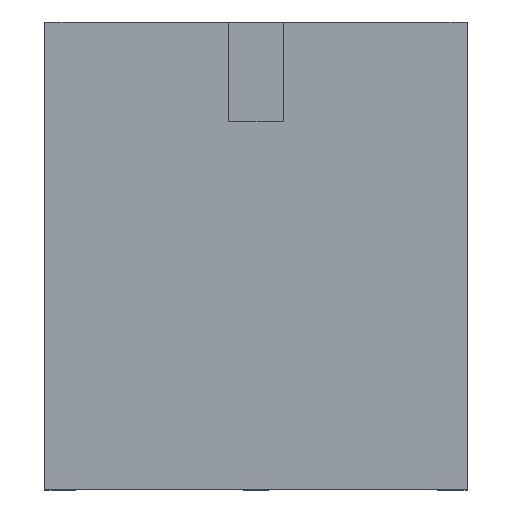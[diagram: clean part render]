
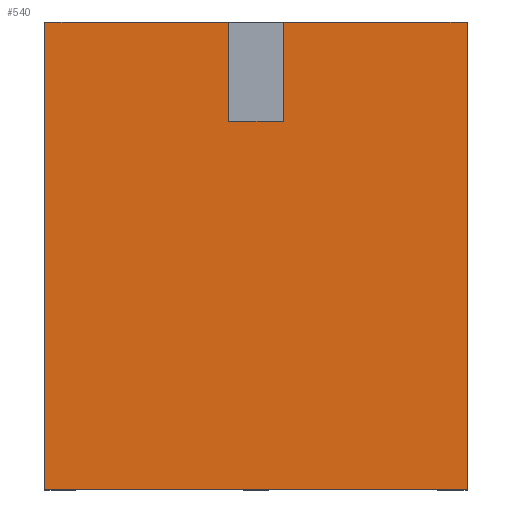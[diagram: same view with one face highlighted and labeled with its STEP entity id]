
A CAD part, top view. The second image highlights one B-rep face of the part: STEP entity #540.
In plain terms, the highlighted planar face has unit normal (0, 0, 1).
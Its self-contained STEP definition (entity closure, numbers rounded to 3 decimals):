
#481=AXIS2_PLACEMENT_3D('Plane Axis2P3D',#478,#479,#480) ;
#169=CARTESIAN_POINT('Vertex',(8.31,0.,10.27)) ;
#172=CARTESIAN_POINT('Line Origine',(4.155,0.,10.27)) ;
#176=CARTESIAN_POINT('Vertex',(0.,0.,10.27)) ;
#478=CARTESIAN_POINT('Axis2P3D Location',(0.,9.2,10.27)) ;
#483=CARTESIAN_POINT('Line Origine',(1.81,9.2,10.27)) ;
#487=CARTESIAN_POINT('Vertex',(0.,9.2,10.27)) ;
#489=CARTESIAN_POINT('Vertex',(3.62,9.2,10.27)) ;
#492=CARTESIAN_POINT('Line Origine',(0.,4.6,10.27)) ;
#497=CARTESIAN_POINT('Line Origine',(8.31,4.6,10.27)) ;
#501=CARTESIAN_POINT('Vertex',(8.31,9.2,10.27)) ;
#504=CARTESIAN_POINT('Line Origine',(6.5,9.2,10.27)) ;
#508=CARTESIAN_POINT('Vertex',(4.69,9.2,10.27)) ;
#511=CARTESIAN_POINT('Line Origine',(4.69,8.225,10.27)) ;
#515=CARTESIAN_POINT('Vertex',(4.69,7.25,10.27)) ;
#518=CARTESIAN_POINT('Line Origine',(4.155,7.25,10.27)) ;
#522=CARTESIAN_POINT('Vertex',(3.62,7.25,10.27)) ;
#525=CARTESIAN_POINT('Line Origine',(3.62,8.225,10.27)) ;
#173=DIRECTION('Vector Direction',(1.,0.,0.)) ;
#479=DIRECTION('Axis2P3D Direction',(-0.,0.,1.)) ;
#480=DIRECTION('Axis2P3D XDirection',(0.,-1.,0.)) ;
#484=DIRECTION('Vector Direction',(1.,0.,0.)) ;
#493=DIRECTION('Vector Direction',(0.,-1.,0.)) ;
#498=DIRECTION('Vector Direction',(0.,-1.,0.)) ;
#505=DIRECTION('Vector Direction',(1.,0.,0.)) ;
#512=DIRECTION('Vector Direction',(0.,-1.,0.)) ;
#519=DIRECTION('Vector Direction',(-1.,0.,0.)) ;
#526=DIRECTION('Vector Direction',(0.,-1.,0.)) ;
#174=VECTOR('Line Direction',#173,1.) ;
#485=VECTOR('Line Direction',#484,1.) ;
#494=VECTOR('Line Direction',#493,1.) ;
#499=VECTOR('Line Direction',#498,1.) ;
#506=VECTOR('Line Direction',#505,1.) ;
#513=VECTOR('Line Direction',#512,1.) ;
#520=VECTOR('Line Direction',#519,1.) ;
#527=VECTOR('Line Direction',#526,1.) ;
#531=ORIENTED_EDGE('',*,*,#491,.F.) ;
#532=ORIENTED_EDGE('',*,*,#496,.F.) ;
#533=ORIENTED_EDGE('',*,*,#178,.T.) ;
#534=ORIENTED_EDGE('',*,*,#503,.T.) ;
#535=ORIENTED_EDGE('',*,*,#510,.F.) ;
#536=ORIENTED_EDGE('',*,*,#517,.T.) ;
#537=ORIENTED_EDGE('',*,*,#524,.F.) ;
#538=ORIENTED_EDGE('',*,*,#529,.F.) ;
#540=ADVANCED_FACE('HOUSING',(#539),#482,.T.) ;
#178=EDGE_CURVE('',#177,#170,#175,.T.) ;
#491=EDGE_CURVE('',#488,#490,#486,.T.) ;
#496=EDGE_CURVE('',#177,#488,#495,.F.) ;
#503=EDGE_CURVE('',#170,#502,#500,.F.) ;
#510=EDGE_CURVE('',#509,#502,#507,.T.) ;
#517=EDGE_CURVE('',#509,#516,#514,.T.) ;
#524=EDGE_CURVE('',#523,#516,#521,.F.) ;
#529=EDGE_CURVE('',#490,#523,#528,.T.) ;
#530=EDGE_LOOP('',(#531,#532,#533,#534,#535,#536,#537,#538)) ;
#539=FACE_OUTER_BOUND('',#530,.T.) ;
#175=LINE('Line',#172,#174) ;
#486=LINE('Line',#483,#485) ;
#495=LINE('Line',#492,#494) ;
#500=LINE('Line',#497,#499) ;
#507=LINE('Line',#504,#506) ;
#514=LINE('Line',#511,#513) ;
#521=LINE('Line',#518,#520) ;
#528=LINE('Line',#525,#527) ;
#482=PLANE('',#481) ;
#170=VERTEX_POINT('',#169) ;
#177=VERTEX_POINT('',#176) ;
#488=VERTEX_POINT('',#487) ;
#490=VERTEX_POINT('',#489) ;
#502=VERTEX_POINT('',#501) ;
#509=VERTEX_POINT('',#508) ;
#516=VERTEX_POINT('',#515) ;
#523=VERTEX_POINT('',#522) ;
